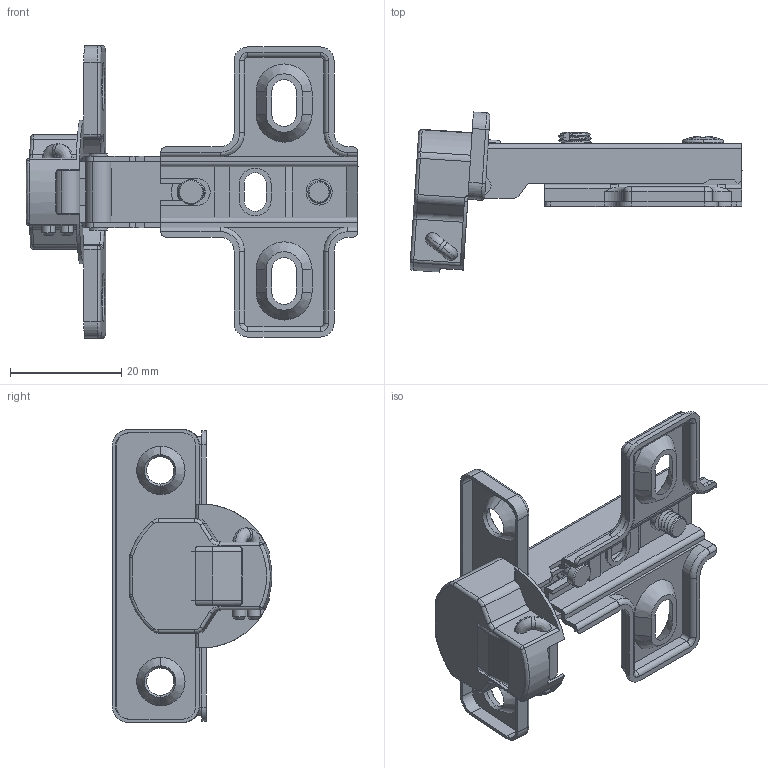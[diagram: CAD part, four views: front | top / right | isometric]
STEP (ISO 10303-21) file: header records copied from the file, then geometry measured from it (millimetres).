
FILE_DESCRIPTION (( 'STEP AP214' ), '1' );
FILE_NAME ('F000136-CLOSED_3D.step', '2022-06-06T12:59:20', ( '' ), ( '' ), 'SwSTEP 2.0', 'SolidWorks 2020', '' );
FILE_SCHEMA (( 'AUTOMOTIVE_DESIGN' ));
Length unit declared in the file: millimetre
Products named in the file (10): F000136-CLOSED_3D; C06覃誹蹟佪-NS30; C06侐謂-NS30; C03嘐隅蹟佪-6-NS30; C06眻旋-NS30; C06須豝-NS30; U渀-NS30; C06樓詢瞳豝SLDPRT-NS30; C06-H0沺菁-NS30; 穩隊-NS30
Assembly tree (10 placements, depth 2):
  F000136-CLOSED_3D
    C06眻旋-NS30
    C06須豝-NS30
    C06侐謂-NS30
    C06樓詢瞳豝SLDPRT-NS30
    C06覃誹蹟佪-NS30
    U渀-NS30
    穩隊-NS30  x2
    C03嘐隅蹟佪-6-NS30
    C06-H0沺菁-NS30
Bounding box: 59.73 x 28.77 x 52.7 mm (x, y, z)
Volume: 5256.9 mm3; surface area: 13634.9 mm2
Topology: 10 solids, 10 shells, 846 faces, 2267 edges, 1447 vertices
Faces by surface type: plane 351, cylinder 349, bspline 93, cone 49, torus 4
Entity records: 31534 total; most frequent: CARTESIAN_POINT 10710, ORIENTED_EDGE 4480, DIRECTION 4133, EDGE_CURVE 2240, AXIS2_PLACEMENT_3D 1477, VERTEX_POINT 1433, VECTOR 1179, LINE 1179
